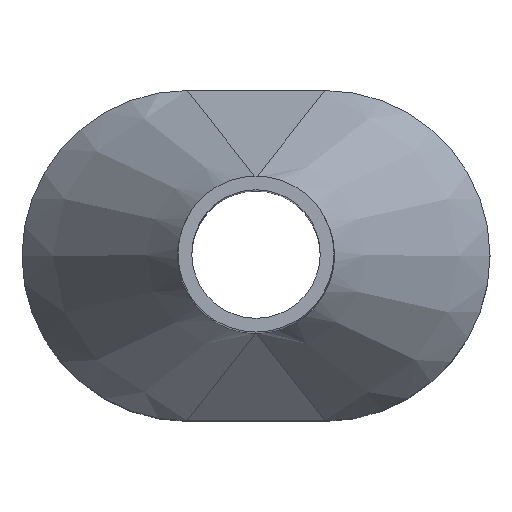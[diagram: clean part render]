
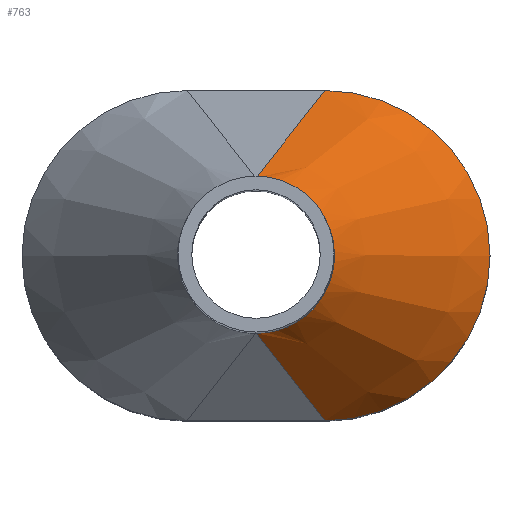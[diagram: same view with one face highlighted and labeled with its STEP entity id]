
A CAD part, top view. The second image highlights one B-rep face of the part: STEP entity #763.
In plain terms, the highlighted free-form (B-spline) face has degree [5, 5] with [6, 9] control points.
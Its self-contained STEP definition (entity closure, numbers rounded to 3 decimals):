
#222=AXIS2_PLACEMENT_3D('Circle Axis2P3D',#220,#221,$) ;
#217=CARTESIAN_POINT('Vertex',(3.3,3.6,3.6)) ;
#220=CARTESIAN_POINT('Axis2P3D Location',(3.3,1.8,3.6)) ;
#224=CARTESIAN_POINT('Vertex',(3.3,0.,3.6)) ;
#567=CARTESIAN_POINT('Vertex',(2.555,2.65,6.)) ;
#570=CARTESIAN_POINT('Line Origine',(2.928,3.125,4.8)) ;
#591=CARTESIAN_POINT('Vertex',(2.555,0.95,6.)) ;
#595=CARTESIAN_POINT('Control Point',(2.555,0.95,6.)) ;
#596=CARTESIAN_POINT('Control Point',(2.663,0.95,6.)) ;
#597=CARTESIAN_POINT('Control Point',(2.772,0.967,6.)) ;
#598=CARTESIAN_POINT('Control Point',(2.877,1.002,6.)) ;
#599=CARTESIAN_POINT('Control Point',(3.072,1.104,6.)) ;
#600=CARTESIAN_POINT('Control Point',(3.226,1.261,6.)) ;
#601=CARTESIAN_POINT('Control Point',(3.29,1.352,6.)) ;
#602=CARTESIAN_POINT('Control Point',(3.386,1.551,6.)) ;
#603=CARTESIAN_POINT('Control Point',(3.415,1.77,6.)) ;
#604=CARTESIAN_POINT('Control Point',(3.412,1.881,6.)) ;
#605=CARTESIAN_POINT('Control Point',(3.37,2.098,6.)) ;
#606=CARTESIAN_POINT('Control Point',(3.262,2.291,6.)) ;
#607=CARTESIAN_POINT('Control Point',(3.193,2.378,6.)) ;
#608=CARTESIAN_POINT('Control Point',(3.037,2.519,6.)) ;
#609=CARTESIAN_POINT('Control Point',(2.847,2.607,6.)) ;
#610=CARTESIAN_POINT('Control Point',(2.752,2.636,6.)) ;
#611=CARTESIAN_POINT('Control Point',(2.653,2.65,6.)) ;
#612=CARTESIAN_POINT('Control Point',(2.555,2.65,6.)) ;
#690=CARTESIAN_POINT('Line Origine',(2.928,0.475,4.8)) ;
#703=CARTESIAN_POINT('Control Point',(2.555,0.95,6.)) ;
#704=CARTESIAN_POINT('Control Point',(2.822,0.95,6.)) ;
#705=CARTESIAN_POINT('Control Point',(3.089,1.055,6.)) ;
#706=CARTESIAN_POINT('Control Point',(3.3,1.266,6.)) ;
#707=CARTESIAN_POINT('Control Point',(3.51,1.8,6.)) ;
#708=CARTESIAN_POINT('Control Point',(3.3,2.334,6.)) ;
#709=CARTESIAN_POINT('Control Point',(3.089,2.545,6.)) ;
#710=CARTESIAN_POINT('Control Point',(2.822,2.65,6.)) ;
#711=CARTESIAN_POINT('Control Point',(2.555,2.65,6.)) ;
#712=CARTESIAN_POINT('Control Point',(2.704,0.76,5.52)) ;
#713=CARTESIAN_POINT('Control Point',(3.031,0.76,5.52)) ;
#714=CARTESIAN_POINT('Control Point',(3.358,0.888,5.52)) ;
#715=CARTESIAN_POINT('Control Point',(3.616,1.147,5.52)) ;
#716=CARTESIAN_POINT('Control Point',(3.872,1.8,5.52)) ;
#717=CARTESIAN_POINT('Control Point',(3.616,2.453,5.52)) ;
#718=CARTESIAN_POINT('Control Point',(3.358,2.712,5.52)) ;
#719=CARTESIAN_POINT('Control Point',(3.031,2.84,5.52)) ;
#720=CARTESIAN_POINT('Control Point',(2.704,2.84,5.52)) ;
#721=CARTESIAN_POINT('Control Point',(2.853,0.57,5.04)) ;
#722=CARTESIAN_POINT('Control Point',(3.239,0.57,5.04)) ;
#723=CARTESIAN_POINT('Control Point',(3.626,0.721,5.04)) ;
#724=CARTESIAN_POINT('Control Point',(3.932,1.027,5.04)) ;
#725=CARTESIAN_POINT('Control Point',(4.234,1.8,5.04)) ;
#726=CARTESIAN_POINT('Control Point',(3.932,2.573,5.04)) ;
#727=CARTESIAN_POINT('Control Point',(3.626,2.879,5.04)) ;
#728=CARTESIAN_POINT('Control Point',(3.239,3.03,5.04)) ;
#729=CARTESIAN_POINT('Control Point',(2.853,3.03,5.04)) ;
#730=CARTESIAN_POINT('Control Point',(3.002,0.38,4.56)) ;
#731=CARTESIAN_POINT('Control Point',(3.448,0.38,4.56)) ;
#732=CARTESIAN_POINT('Control Point',(3.895,0.555,4.56)) ;
#733=CARTESIAN_POINT('Control Point',(4.247,0.908,4.56)) ;
#734=CARTESIAN_POINT('Control Point',(4.597,1.8,4.56)) ;
#735=CARTESIAN_POINT('Control Point',(4.247,2.692,4.56)) ;
#736=CARTESIAN_POINT('Control Point',(3.895,3.045,4.56)) ;
#737=CARTESIAN_POINT('Control Point',(3.448,3.22,4.56)) ;
#738=CARTESIAN_POINT('Control Point',(3.002,3.22,4.56)) ;
#739=CARTESIAN_POINT('Control Point',(3.151,0.19,4.08)) ;
#740=CARTESIAN_POINT('Control Point',(3.657,0.19,4.08)) ;
#741=CARTESIAN_POINT('Control Point',(4.163,0.388,4.08)) ;
#742=CARTESIAN_POINT('Control Point',(4.563,0.788,4.08)) ;
#743=CARTESIAN_POINT('Control Point',(4.959,1.8,4.08)) ;
#744=CARTESIAN_POINT('Control Point',(4.563,2.812,4.08)) ;
#745=CARTESIAN_POINT('Control Point',(4.163,3.212,4.08)) ;
#746=CARTESIAN_POINT('Control Point',(3.657,3.41,4.08)) ;
#747=CARTESIAN_POINT('Control Point',(3.151,3.41,4.08)) ;
#748=CARTESIAN_POINT('Control Point',(3.3,0.,3.6)) ;
#749=CARTESIAN_POINT('Control Point',(3.865,0.,3.6)) ;
#750=CARTESIAN_POINT('Control Point',(4.432,0.221,3.6)) ;
#751=CARTESIAN_POINT('Control Point',(4.879,0.669,3.6)) ;
#752=CARTESIAN_POINT('Control Point',(5.321,1.8,3.6)) ;
#753=CARTESIAN_POINT('Control Point',(4.879,2.931,3.6)) ;
#754=CARTESIAN_POINT('Control Point',(4.432,3.379,3.6)) ;
#755=CARTESIAN_POINT('Control Point',(3.865,3.6,3.6)) ;
#756=CARTESIAN_POINT('Control Point',(3.3,3.6,3.6)) ;
#221=DIRECTION('Axis2P3D Direction',(0.,-0.,1.)) ;
#571=DIRECTION('Vector Direction',(0.277,0.354,-0.893)) ;
#691=DIRECTION('Vector Direction',(0.277,-0.354,-0.893)) ;
#572=VECTOR('Line Direction',#571,1.) ;
#692=VECTOR('Line Direction',#691,1.) ;
#758=ORIENTED_EDGE('',*,*,#226,.T.) ;
#759=ORIENTED_EDGE('',*,*,#574,.F.) ;
#760=ORIENTED_EDGE('',*,*,#613,.F.) ;
#761=ORIENTED_EDGE('',*,*,#694,.T.) ;
#763=ADVANCED_FACE('S3D-Kragen',(#762),#702,.T.) ;
#594=B_SPLINE_CURVE_WITH_KNOTS('',5,(#595,#596,#597,#598,#599,#600,#601,#602,#603,#604,#605,#606,#607,#608,#609,#610,#611,#612),.UNSPECIFIED.,.F.,.U.,(6,3,3,3,3,6),(0.,0.766,1.538,2.309,3.08,3.776),.UNSPECIFIED.) ;
#702=B_SPLINE_SURFACE_WITH_KNOTS('',5,5,((#703,#704,#705,#706,#707,#708,#709,#710,#711),(#712,#713,#714,#715,#716,#717,#718,#719,#720),(#721,#722,#723,#724,#725,#726,#727,#728,#729),(#730,#731,#732,#733,#734,#735,#736,#737,#738),(#739,#740,#741,#742,#743,#744,#745,#746,#747),(#748,#749,#750,#751,#752,#753,#754,#755,#756)),.UNSPECIFIED.,.F.,.F.,.U.,(6,6),(6,3,6),(0.,2.815),(2.67,4.006,5.341),.UNSPECIFIED.) ;
#223=CIRCLE('generated circle',#222,1.8) ;
#226=EDGE_CURVE('',#225,#218,#223,.T.) ;
#574=EDGE_CURVE('',#568,#218,#573,.T.) ;
#613=EDGE_CURVE('',#592,#568,#594,.T.) ;
#694=EDGE_CURVE('',#592,#225,#693,.T.) ;
#757=EDGE_LOOP('',(#758,#759,#760,#761)) ;
#762=FACE_OUTER_BOUND('',#757,.T.) ;
#573=LINE('Line',#570,#572) ;
#693=LINE('Line',#690,#692) ;
#218=VERTEX_POINT('',#217) ;
#225=VERTEX_POINT('',#224) ;
#568=VERTEX_POINT('',#567) ;
#592=VERTEX_POINT('',#591) ;
